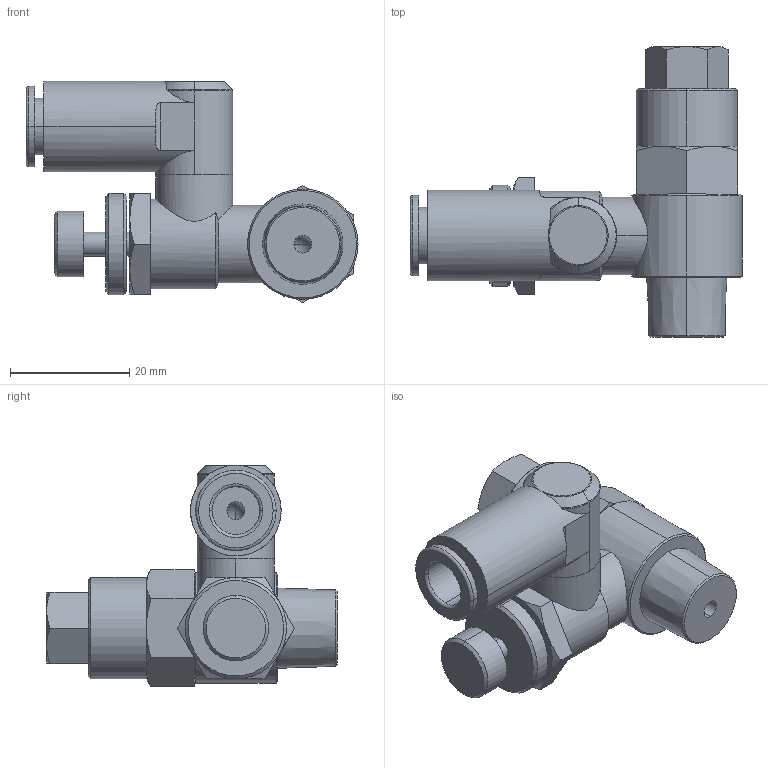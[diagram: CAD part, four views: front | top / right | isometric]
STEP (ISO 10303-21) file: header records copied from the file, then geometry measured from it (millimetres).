
FILE_DESCRIPTION (( 'STEP AP214' ), '1' );
FILE_NAME ('ASP430F-02-08S.step.step', '2011-10-14T08:53:08', ( 'SysAdmin' ), ( 'SolidWorks' ), 'SwSTEP 2.0', 'SolidWorks 2012', '' );
FILE_SCHEMA (( 'AUTOMOTIVE_DESIGN' ));
Length unit declared in the file: millimetre
Products named in the file (3): ASP430F-02-08S.step_ASP3153 Body_4-02-08; ASP430F-02-08S.step_ASP3153 Uni Arm_4-02-08; ASP430F-02-08S.step
Assembly tree (2 placements, depth 2):
  ASP430F-02-08S.step
    ASP430F-02-08S.step_ASP3153 Body_4-02-08
    ASP430F-02-08S.step_ASP3153 Uni Arm_4-02-08
Bounding box: 55.65 x 48.7 x 37.12 mm (x, y, z)
Volume: 19478.8 mm3; surface area: 8824.6 mm2
Topology: 2 solids, 2 shells, 159 faces, 358 edges, 212 vertices
Faces by surface type: plane 52, cylinder 46, cone 43, torus 16, bspline 2
Entity records: 5632 total; most frequent: CARTESIAN_POINT 1328, DIRECTION 789, ORIENTED_EDGE 708, EDGE_CURVE 354, AXIS2_PLACEMENT_3D 332, VERTEX_POINT 212, EDGE_LOOP 176, CIRCLE 170
